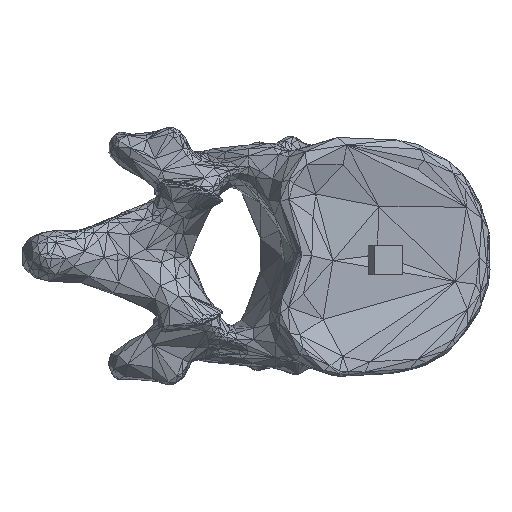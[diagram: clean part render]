
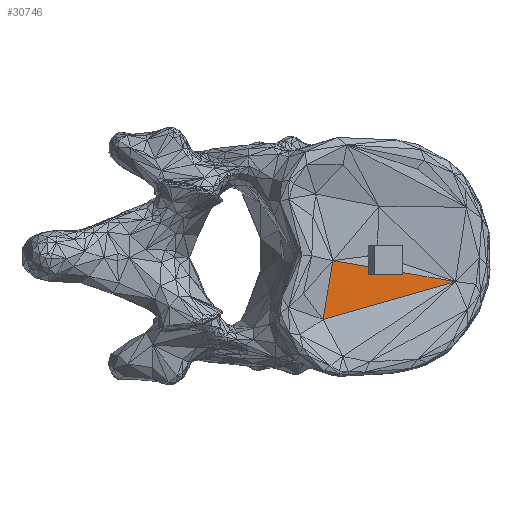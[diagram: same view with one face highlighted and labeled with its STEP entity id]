
A CAD part, left-side view. The second image highlights one B-rep face of the part: STEP entity #30746.
In plain terms, the highlighted planar face has unit normal (-0.977, -0.209, -0.035).
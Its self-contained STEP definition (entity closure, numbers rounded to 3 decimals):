
#16=FACE_OUTER_BOUND('',#2799,.T.);
#2799=EDGE_LOOP('',(#19580,#19581,#19582,#19583,#19584,#19585,#19586));
#5583=LINE('',#46095,#9777);
#5587=LINE('',#46103,#9781);
#5588=LINE('',#46105,#9782);
#5589=LINE('',#46107,#9783);
#5590=LINE('',#46109,#9784);
#5591=LINE('',#46111,#9785);
#5592=LINE('',#46112,#9786);
#9777=VECTOR('',#36331,10.);
#9781=VECTOR('',#36337,10.);
#9782=VECTOR('',#36338,21.413);
#9783=VECTOR('',#36339,10.021);
#9784=VECTOR('',#36340,23.625);
#9785=VECTOR('',#36341,21.413);
#9786=VECTOR('',#36342,10.);
#13971=VERTEX_POINT('',#46092);
#13972=VERTEX_POINT('',#46094);
#13975=VERTEX_POINT('',#46102);
#13976=VERTEX_POINT('',#46104);
#13977=VERTEX_POINT('',#46106);
#13978=VERTEX_POINT('',#46108);
#13979=VERTEX_POINT('',#46110);
#15382=EDGE_CURVE('',#13972,#13971,#5583,.T.);
#15386=EDGE_CURVE('',#13975,#13972,#5587,.T.);
#15387=EDGE_CURVE('',#13971,#13976,#5588,.T.);
#15388=EDGE_CURVE('',#13977,#13976,#5589,.T.);
#15389=EDGE_CURVE('',#13978,#13977,#5590,.T.);
#15390=EDGE_CURVE('',#13978,#13979,#5591,.T.);
#15391=EDGE_CURVE('',#13979,#13975,#5592,.T.);
#19580=ORIENTED_EDGE('',*,*,#15386,.T.);
#19581=ORIENTED_EDGE('',*,*,#15382,.T.);
#19582=ORIENTED_EDGE('',*,*,#15387,.T.);
#19583=ORIENTED_EDGE('',*,*,#15388,.F.);
#19584=ORIENTED_EDGE('',*,*,#15389,.F.);
#19585=ORIENTED_EDGE('',*,*,#15390,.T.);
#19586=ORIENTED_EDGE('',*,*,#15391,.T.);
#27963=PLANE('',#33543);
#30746=ADVANCED_FACE('',(#16),#27963,.F.);
#33543=AXIS2_PLACEMENT_3D('',#46101,#36335,#36336);
#36331=DIRECTION('',(-0.034,-0.009,0.999));
#36335=DIRECTION('center_axis',(0.977,0.209,0.035));
#36336=DIRECTION('ref_axis',(0.036,0.,-0.999));
#36337=DIRECTION('',(-0.209,0.978,0.));
#36338=DIRECTION('',(-0.212,0.963,0.164));
#36339=DIRECTION('',(0.,-0.166,0.986));
#36340=DIRECTION('',(-0.192,0.944,-0.269));
#36341=DIRECTION('',(-0.212,0.963,0.164));
#36342=DIRECTION('',(0.034,0.009,-0.999));
#46092=CARTESIAN_POINT('',(1072.746,-80.926,-1.145));
#46094=CARTESIAN_POINT('',(1072.792,-80.914,-2.5));
#46095=CARTESIAN_POINT('',(1072.137,-81.084,16.723));
#46101=CARTESIAN_POINT('Origin',(1008.196,215.19,36.281));
#46102=CARTESIAN_POINT('',(1073.837,-85.808,-2.5));
#46103=CARTESIAN_POINT('',(1041.7,64.758,-2.5));
#46104=CARTESIAN_POINT('',(1071.43,-74.932,-0.123));
#46105=CARTESIAN_POINT('',(1075.96,-95.562,-3.641));
#46106=CARTESIAN_POINT('',(1071.43,-73.266,-10.004));
#46107=CARTESIAN_POINT('',(1071.43,-73.266,-10.004));
#46108=CARTESIAN_POINT('',(1075.96,-95.562,-3.641));
#46109=CARTESIAN_POINT('',(1075.96,-95.562,-3.641));
#46110=CARTESIAN_POINT('',(1073.819,-85.813,-1.978));
#46111=CARTESIAN_POINT('',(1075.96,-95.562,-3.641));
#46112=CARTESIAN_POINT('',(1073.097,-86.001,19.212));
